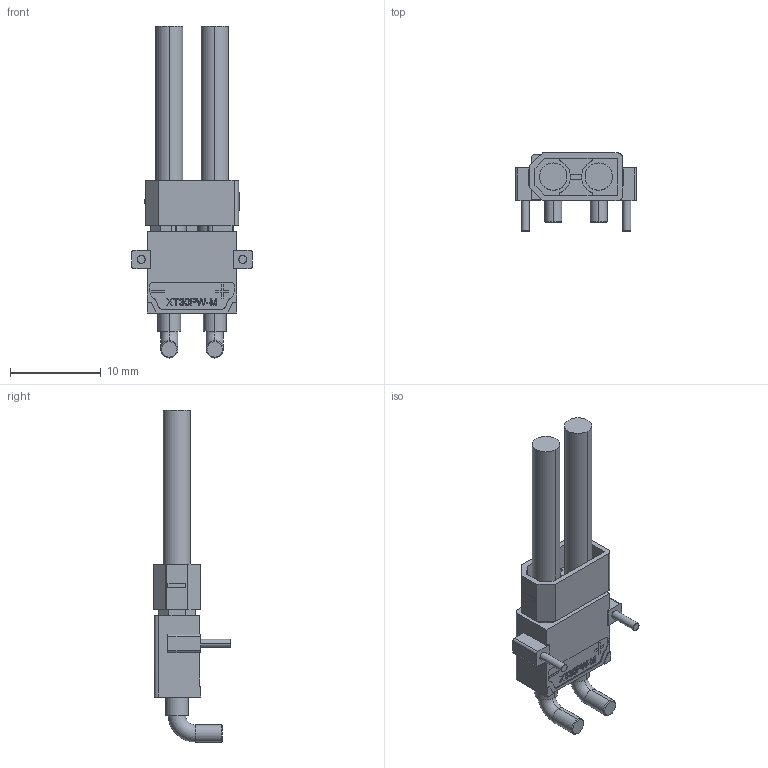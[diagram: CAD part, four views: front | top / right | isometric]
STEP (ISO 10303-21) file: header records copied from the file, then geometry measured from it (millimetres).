
FILE_DESCRIPTION (( 'STEP AP214' ), '1' );
FILE_NAME ('XT30PW-M.STEP', '2022-11-28T16:04:36', ( '' ), ( '' ), 'SwSTEP 2.0', 'SolidWorks 2022', '' );
FILE_SCHEMA (( 'AUTOMOTIVE_DESIGN' ));
Length unit declared in the file: millimetre
Products named in the file (3): XT30PW-M; XDT30
Assembly tree (2 placements, depth 2):
  XT30PW-M
    XT30PW-M
    XDT30
Bounding box: 13.3 x 8.57 x 36.55 mm (x, y, z)
Volume: 891.1 mm3; surface area: 1899.8 mm2
Topology: 2 solids, 2 shells, 432 faces, 1103 edges, 704 vertices
Faces by surface type: plane 236, cylinder 104, bspline 48, torus 16, cone 16, sphere 12
Entity records: 18002 total; most frequent: CARTESIAN_POINT 6971, ORIENTED_EDGE 2174, DIRECTION 1829, EDGE_CURVE 1087, VERTEX_POINT 704, AXIS2_PLACEMENT_3D 651, LINE 527, VECTOR 527
